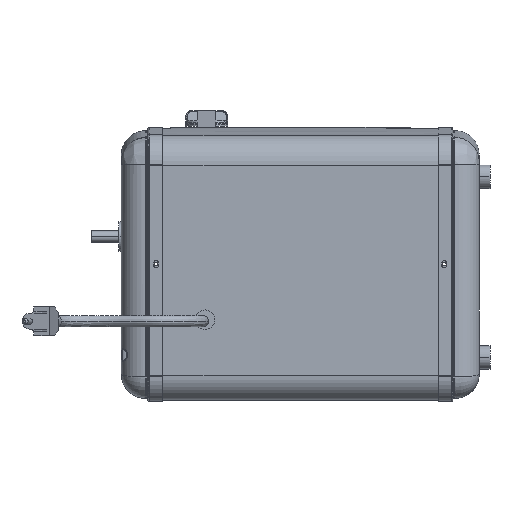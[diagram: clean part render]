
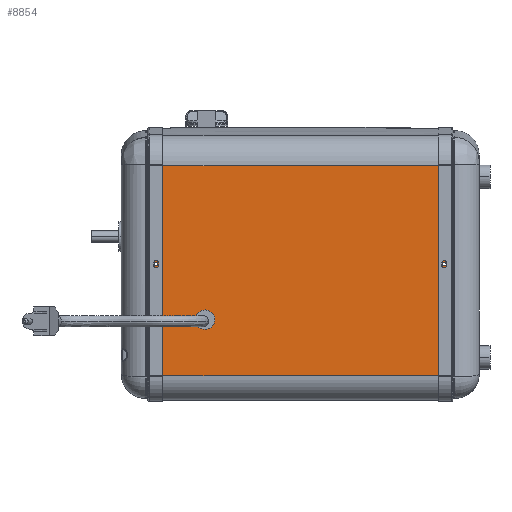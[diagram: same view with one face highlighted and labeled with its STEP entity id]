
A CAD part, left-side view. The second image highlights one B-rep face of the part: STEP entity #8854.
In plain terms, the highlighted planar face has unit normal (-1, 0, 0).
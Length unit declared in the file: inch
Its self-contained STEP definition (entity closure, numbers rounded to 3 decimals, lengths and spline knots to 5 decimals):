
#3120=DIRECTION('',(0.,0.,1.));
#3121=VECTOR('',#3120,6.77749);
#3122=CARTESIAN_POINT('',(-3.85879,10.99989,
-4.29085));
#3123=LINE('',#3122,#3121);
#3456=DIRECTION('',(0.,1.,0.));
#3457=VECTOR('',#3456,9.76357);
#3458=CARTESIAN_POINT('',(-3.85879,1.23633,
-4.29085));
#3459=LINE('',#3458,#3457);
#3474=CARTESIAN_POINT('',(-3.85827,1.47244,
-0.68898));
#3475=DIRECTION('',(1.,0.,0.));
#3476=DIRECTION('',(0.,-1.,0.));
#3477=AXIS2_PLACEMENT_3D('',#3474,#3475,#3476);
#3479=CARTESIAN_POINT('',(-3.85827,1.47244,
-0.68898));
#3480=DIRECTION('',(1.,0.,0.));
#3481=DIRECTION('',(0.,1.,0.));
#3482=AXIS2_PLACEMENT_3D('',#3479,#3480,#3481);
#3484=CARTESIAN_POINT('',(-3.85827,9.18898,
-2.48031));
#3485=DIRECTION('',(1.,0.,0.));
#3486=DIRECTION('',(0.,0.,-1.));
#3487=AXIS2_PLACEMENT_3D('',#3484,#3485,#3486);
#3489=CARTESIAN_POINT('',(-3.85827,9.18898,
-2.48031));
#3490=DIRECTION('',(1.,0.,0.));
#3491=DIRECTION('',(0.,0.,1.));
#3492=AXIS2_PLACEMENT_3D('',#3489,#3490,#3491);
#3494=CARTESIAN_POINT('',(-3.85827,10.76378,
-0.68898));
#3495=DIRECTION('',(1.,0.,0.));
#3496=DIRECTION('',(0.,1.,0.));
#3497=AXIS2_PLACEMENT_3D('',#3494,#3495,#3496);
#3499=CARTESIAN_POINT('',(-3.85827,10.76378,
-0.68898));
#3500=DIRECTION('',(1.,0.,0.));
#3501=DIRECTION('',(0.,-1.,0.));
#3502=AXIS2_PLACEMENT_3D('',#3499,#3500,#3501);
#3518=DIRECTION('',(0.,-1.,0.));
#3519=VECTOR('',#3518,9.76357);
#3520=CARTESIAN_POINT('',(-3.85878,10.99989,2.48664));
#3521=LINE('',#3520,#3519);
#3634=DIRECTION('',(0.,0.,-1.));
#3635=VECTOR('',#3634,6.77749);
#3636=CARTESIAN_POINT('',(-3.85878,1.23633,2.48664));
#3637=LINE('',#3636,#3635);
#6848=CARTESIAN_POINT('',(-3.85827,1.41339,
-0.68898));
#6849=CARTESIAN_POINT('',(-3.85827,1.5315,
-0.68898));
#6850=VERTEX_POINT('',#6848);
#6851=VERTEX_POINT('',#6849);
#6868=CARTESIAN_POINT('',(-3.85827,9.18898,
-2.79528));
#6870=VERTEX_POINT('',#6868);
#6900=CARTESIAN_POINT('',(-3.85827,9.18898,
-2.16535));
#6902=VERTEX_POINT('',#6900);
#6989=CARTESIAN_POINT('',(-3.85827,10.82283,
-0.68898));
#6990=CARTESIAN_POINT('',(-3.85827,10.70472,
-0.68898));
#6991=VERTEX_POINT('',#6989);
#6992=VERTEX_POINT('',#6990);
#7704=CARTESIAN_POINT('',(-3.85827,1.23622,
-4.28937));
#7706=VERTEX_POINT('',#7704);
#7707=CARTESIAN_POINT('',(-3.85827,1.23622,2.48517));
#7709=VERTEX_POINT('',#7707);
#7742=CARTESIAN_POINT('',(-3.85827,11.,-4.28937));
#7744=VERTEX_POINT('',#7742);
#7745=CARTESIAN_POINT('',(-3.85827,11.,2.48517));
#7747=VERTEX_POINT('',#7745);
#8823=CARTESIAN_POINT('',(-3.85827,-4.64567,
3.30709));
#8824=DIRECTION('',(1.,0.,0.));
#8825=DIRECTION('',(0.,0.,-1.));
#8826=AXIS2_PLACEMENT_3D('',#8823,#8824,#8825);
#8827=PLANE('',#8826);
#8829=ORIENTED_EDGE('',*,*,#8828,.T.);
#8831=ORIENTED_EDGE('',*,*,#8830,.T.);
#8832=ORIENTED_EDGE('',*,*,#8803,.T.);
#8833=ORIENTED_EDGE('',*,*,#8490,.T.);
#8834=EDGE_LOOP('',(#8829,#8831,#8832,#8833));
#8835=FACE_OUTER_BOUND('',#8834,.F.);
#8837=ORIENTED_EDGE('',*,*,#8836,.F.);
#8839=ORIENTED_EDGE('',*,*,#8838,.F.);
#8840=EDGE_LOOP('',(#8837,#8839));
#8841=FACE_BOUND('',#8840,.F.);
#8843=ORIENTED_EDGE('',*,*,#8842,.F.);
#8845=ORIENTED_EDGE('',*,*,#8844,.F.);
#8846=EDGE_LOOP('',(#8843,#8845));
#8847=FACE_BOUND('',#8846,.F.);
#8849=ORIENTED_EDGE('',*,*,#8848,.F.);
#8851=ORIENTED_EDGE('',*,*,#8850,.F.);
#8852=EDGE_LOOP('',(#8849,#8851));
#8853=FACE_BOUND('',#8852,.F.);
#8854=ADVANCED_FACE('',(#8835,#8841,#8847,#8853),#8827,.F.);
#3478=CIRCLE('',#3477,0.05906);
#3483=CIRCLE('',#3482,0.05906);
#3488=CIRCLE('',#3487,0.31496);
#3493=CIRCLE('',#3492,0.31496);
#3498=CIRCLE('',#3497,0.05906);
#3503=CIRCLE('',#3502,0.05906);
#8490=EDGE_CURVE('',#7744,#7747,#3123,.T.);
#8803=EDGE_CURVE('',#7706,#7744,#3459,.T.);
#8828=EDGE_CURVE('',#7747,#7709,#3521,.T.);
#8830=EDGE_CURVE('',#7709,#7706,#3637,.T.);
#8836=EDGE_CURVE('',#6850,#6851,#3478,.T.);
#8838=EDGE_CURVE('',#6851,#6850,#3483,.T.);
#8842=EDGE_CURVE('',#6870,#6902,#3488,.T.);
#8844=EDGE_CURVE('',#6902,#6870,#3493,.T.);
#8848=EDGE_CURVE('',#6991,#6992,#3498,.T.);
#8850=EDGE_CURVE('',#6992,#6991,#3503,.T.);
